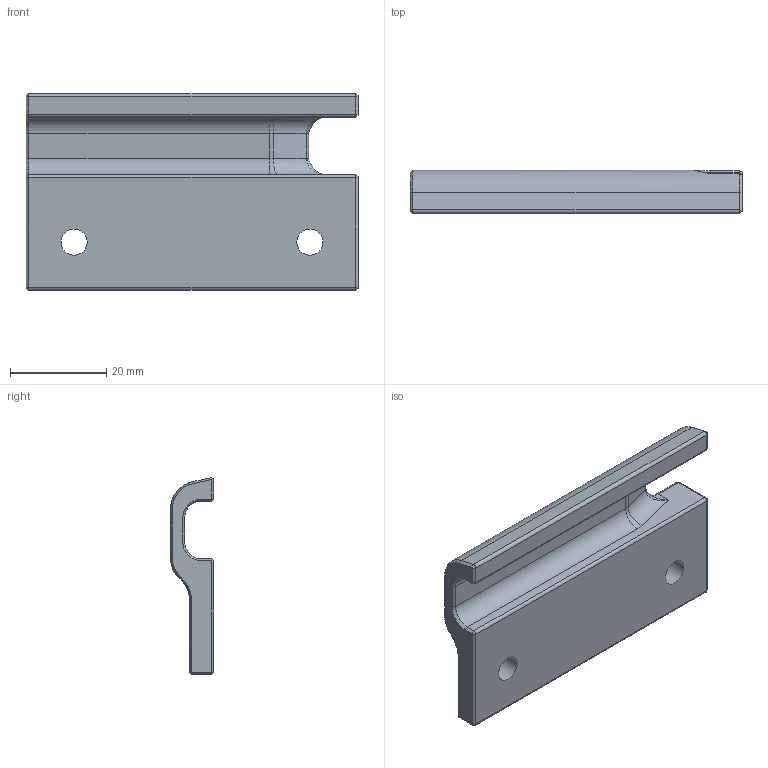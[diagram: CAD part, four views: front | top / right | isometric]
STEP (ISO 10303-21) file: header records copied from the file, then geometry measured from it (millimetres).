
FILE_DESCRIPTION(/* description */ (''),/* implementation_level */ '2;1');
FILE_NAME(/* name */ '[a]_y_cable_cover.step',/* time_stamp */ '2024-06-04T15:54:49-07:00',/* author */ (''),/* organization */ (''),/* preprocessor_version */ 'ST-DEVELOPER v20',/* originating_system */ 'Autodesk Translation Framework v13.14.0.145',/* authorisation */ '');
FILE_SCHEMA (('AUTOMOTIVE_DESIGN { 1 0 10303 214 3 1 1 }'));
Length unit declared in the file: millimetre
Products named in the file (1): [a]_y_cable_cover
Bounding box: 69 x 9 x 40.85 mm (x, y, z)
Volume: 13662.8 mm3; surface area: 7267.6 mm2
Topology: 1 solids, 1 shells, 80 faces, 184 edges, 104 vertices
Faces by surface type: plane 29, cylinder 21, cone 20, bspline 7, torus 3
Full cylindrical faces by diameter (mm): 5.4 x2
Entity records: 2462 total; most frequent: CARTESIAN_POINT 631, DIRECTION 388, ORIENTED_EDGE 364, EDGE_CURVE 182, AXIS2_PLACEMENT_3D 142, LINE 104, VECTOR 104, VERTEX_POINT 104
